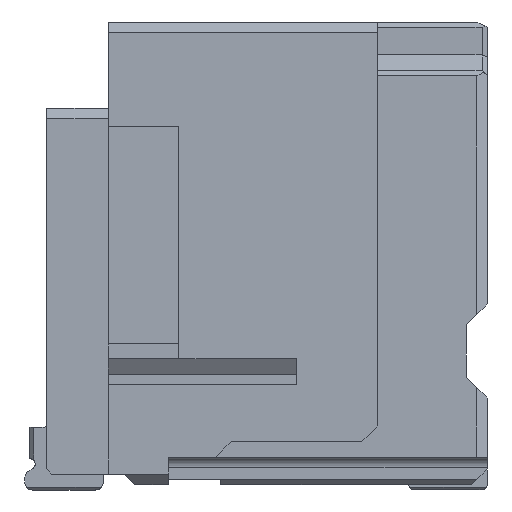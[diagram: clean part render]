
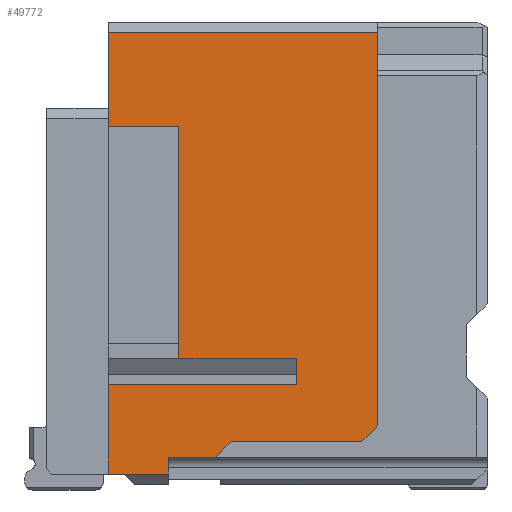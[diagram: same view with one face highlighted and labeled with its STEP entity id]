
A CAD part, left-side view. The second image highlights one B-rep face of the part: STEP entity #49772.
In plain terms, the highlighted planar face has unit normal (-1, 0, 0).
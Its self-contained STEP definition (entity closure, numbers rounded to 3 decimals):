
#2013=CARTESIAN_POINT('',(-10.425,6.1,-3.48));
#2014=VERTEX_POINT('',#2013);
#2031=CARTESIAN_POINT('',(-10.425,5.2,-3.48));
#2032=VERTEX_POINT('',#2031);
#2039=CARTESIAN_POINT('',(-10.425,5.2,-3.48));
#2040=DIRECTION('',(0.,1.,0.));
#2041=VECTOR('',#2040,0.9);
#2042=LINE('',#2039,#2041);
#2043=EDGE_CURVE('',#2032,#2014,#2042,.T.);
#2091=CARTESIAN_POINT('',(-10.425,2.1,-2.88));
#2092=VERTEX_POINT('',#2091);
#2173=CARTESIAN_POINT('',(-10.425,2.1,4.65));
#2174=VERTEX_POINT('',#2173);
#2181=CARTESIAN_POINT('',(-10.425,2.1,4.65));
#2182=DIRECTION('',(0.,0.,-1.));
#2183=VECTOR('',#2182,7.53);
#2184=LINE('',#2181,#2183);
#2185=EDGE_CURVE('',#2174,#2092,#2184,.T.);
#2195=CARTESIAN_POINT('',(-10.425,2.4,-3.18));
#2196=VERTEX_POINT('',#2195);
#2197=CARTESIAN_POINT('',(-10.425,2.1,-2.88));
#2198=DIRECTION('',(0.,0.707,-0.707));
#2199=VECTOR('',#2198,0.424);
#2200=LINE('',#2197,#2199);
#2201=EDGE_CURVE('',#2092,#2196,#2200,.T.);
#2226=CARTESIAN_POINT('',(-10.425,4.9,-3.18));
#2227=VERTEX_POINT('',#2226);
#2228=CARTESIAN_POINT('',(-10.425,2.4,-3.18));
#2229=DIRECTION('',(0.,1.,0.));
#2230=VECTOR('',#2229,2.5);
#2231=LINE('',#2228,#2230);
#2232=EDGE_CURVE('',#2196,#2227,#2231,.T.);
#2256=CARTESIAN_POINT('',(-10.425,4.9,-3.18));
#2257=DIRECTION('',(0.,0.707,-0.707));
#2258=VECTOR('',#2257,0.424);
#2259=LINE('',#2256,#2258);
#2260=EDGE_CURVE('',#2227,#2032,#2259,.T.);
#31868=CARTESIAN_POINT('',(-10.425,7.25,-3.8));
#31869=VERTEX_POINT('',#31868);
#31893=CARTESIAN_POINT('',(-10.425,6.95,-3.8));
#31894=VERTEX_POINT('',#31893);
#31901=CARTESIAN_POINT('',(-10.425,6.95,-3.8));
#31902=DIRECTION('',(0.,1.,0.));
#31903=VECTOR('',#31902,0.3);
#31904=LINE('',#31901,#31903);
#31905=EDGE_CURVE('',#31894,#31869,#31904,.T.);
#42895=CARTESIAN_POINT('',(-10.425,7.25,4.65));
#42896=VERTEX_POINT('',#42895);
#42897=CARTESIAN_POINT('',(-10.425,7.25,4.65));
#42898=DIRECTION('',(0.,-1.,0.));
#42899=VECTOR('',#42898,5.15);
#42900=LINE('',#42897,#42899);
#42901=EDGE_CURVE('',#42896,#2174,#42900,.T.);
#44152=CARTESIAN_POINT('',(-10.425,6.1,-3.8));
#44153=VERTEX_POINT('',#44152);
#44160=CARTESIAN_POINT('',(-10.425,6.1,-3.8));
#44161=DIRECTION('',(0.,1.,0.));
#44162=VECTOR('',#44161,0.85);
#44163=LINE('',#44160,#44162);
#44164=EDGE_CURVE('',#44153,#31894,#44163,.T.);
#44957=CARTESIAN_POINT('',(-10.425,3.65,-2.09));
#44958=VERTEX_POINT('',#44957);
#44975=CARTESIAN_POINT('',(-10.425,7.25,-2.09));
#44976=VERTEX_POINT('',#44975);
#44983=CARTESIAN_POINT('',(-10.425,7.25,-2.09));
#44984=DIRECTION('',(0.,-1.,0.));
#44985=VECTOR('',#44984,3.6);
#44986=LINE('',#44983,#44985);
#44987=EDGE_CURVE('',#44976,#44958,#44986,.T.);
#45058=CARTESIAN_POINT('',(-10.425,3.65,-1.59));
#45059=VERTEX_POINT('',#45058);
#45066=CARTESIAN_POINT('',(-10.425,5.9,-1.59));
#45067=VERTEX_POINT('',#45066);
#45068=CARTESIAN_POINT('',(-10.425,3.65,-1.59));
#45069=DIRECTION('',(0.,1.,0.));
#45070=VECTOR('',#45069,2.25);
#45071=LINE('',#45068,#45070);
#45072=EDGE_CURVE('',#45059,#45067,#45071,.T.);
#45138=CARTESIAN_POINT('',(-10.425,3.65,-2.09));
#45139=DIRECTION('',(0.,0.,1.));
#45140=VECTOR('',#45139,0.5);
#45141=LINE('',#45138,#45140);
#45142=EDGE_CURVE('',#44958,#45059,#45141,.T.);
#46183=CARTESIAN_POINT('',(-10.425,6.1,-3.48));
#46184=DIRECTION('',(0.,0.,-1.));
#46185=VECTOR('',#46184,0.32);
#46186=LINE('',#46183,#46185);
#46187=EDGE_CURVE('',#2014,#44153,#46186,.T.);
#47676=CARTESIAN_POINT('',(-10.425,7.25,-3.8));
#47677=DIRECTION('',(0.,0.,1.));
#47678=VECTOR('',#47677,1.71);
#47679=LINE('',#47676,#47678);
#47680=EDGE_CURVE('',#31869,#44976,#47679,.T.);
#47702=CARTESIAN_POINT('',(-10.425,7.25,2.85));
#47703=VERTEX_POINT('',#47702);
#47710=CARTESIAN_POINT('',(-10.425,7.25,2.85));
#47711=DIRECTION('',(0.,0.,1.));
#47712=VECTOR('',#47711,1.8);
#47713=LINE('',#47710,#47712);
#47714=EDGE_CURVE('',#47703,#42896,#47713,.T.);
#49737=CARTESIAN_POINT('',(-10.425,4.675,0.425));
#49738=DIRECTION('',(0.,0.,-1.));
#49739=DIRECTION('',(-1.,0.,0.));
#49740=AXIS2_PLACEMENT_3D('',#49737,#49739,#49738);
#49741=PLANE('',#49740);
#49742=CARTESIAN_POINT('',(-10.425,5.9,2.85));
#49743=VERTEX_POINT('',#49742);
#49744=CARTESIAN_POINT('',(-10.425,5.9,2.85));
#49745=DIRECTION('',(0.,0.,-1.));
#49746=VECTOR('',#49745,4.44);
#49747=LINE('',#49744,#49746);
#49748=EDGE_CURVE('',#49743,#45067,#49747,.T.);
#49749=ORIENTED_EDGE('',*,*,#49748,.T.);
#49750=ORIENTED_EDGE('',*,*,#45072,.F.);
#49751=ORIENTED_EDGE('',*,*,#45142,.F.);
#49752=ORIENTED_EDGE('',*,*,#44987,.F.);
#49753=ORIENTED_EDGE('',*,*,#47680,.F.);
#49754=ORIENTED_EDGE('',*,*,#31905,.F.);
#49755=ORIENTED_EDGE('',*,*,#44164,.F.);
#49756=ORIENTED_EDGE('',*,*,#46187,.F.);
#49757=ORIENTED_EDGE('',*,*,#2043,.F.);
#49758=ORIENTED_EDGE('',*,*,#2260,.F.);
#49759=ORIENTED_EDGE('',*,*,#2232,.F.);
#49760=ORIENTED_EDGE('',*,*,#2201,.F.);
#49761=ORIENTED_EDGE('',*,*,#2185,.F.);
#49762=ORIENTED_EDGE('',*,*,#42901,.F.);
#49763=ORIENTED_EDGE('',*,*,#47714,.F.);
#49764=CARTESIAN_POINT('',(-10.425,7.25,2.85));
#49765=DIRECTION('',(0.,-1.,0.));
#49766=VECTOR('',#49765,1.35);
#49767=LINE('',#49764,#49766);
#49768=EDGE_CURVE('',#47703,#49743,#49767,.T.);
#49769=ORIENTED_EDGE('',*,*,#49768,.T.);
#49770=EDGE_LOOP('',(#49749,#49750,#49751,#49752,#49753,#49754,#49755,#49756,#49757,#49758,#49759,#49760,#49761,#49762,#49763,#49769));
#49771=FACE_OUTER_BOUND('',#49770,.T.);
#49772=ADVANCED_FACE('',(#49771),#49741,.T.);
